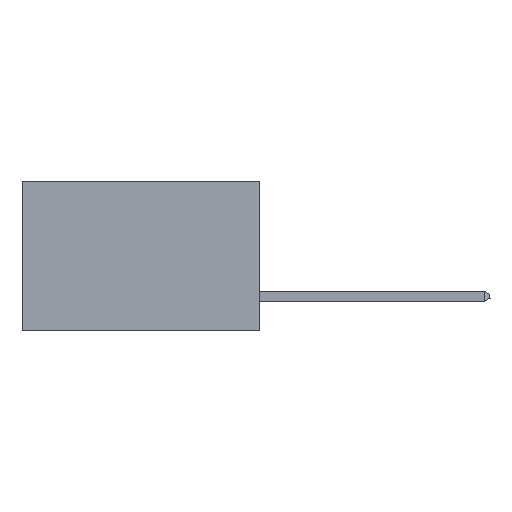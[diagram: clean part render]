
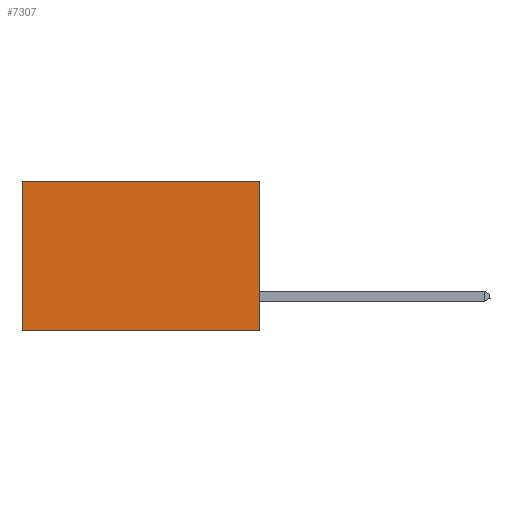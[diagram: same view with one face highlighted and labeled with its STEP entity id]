
A CAD part, left-side view. The second image highlights one B-rep face of the part: STEP entity #7307.
In plain terms, the highlighted planar face has unit normal (-1, 0, 0).
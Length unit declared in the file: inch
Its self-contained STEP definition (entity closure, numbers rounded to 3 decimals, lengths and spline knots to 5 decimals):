
#1594 = DIRECTION ( 'NONE',  ( 0., 0., -1. ) ) ;
#1682 = DIRECTION ( 'NONE',  ( 0., 0., -1. ) ) ;
#2153 = VECTOR ( 'NONE', #24110, 39.37008 ) ;
#4013 = ORIENTED_EDGE ( 'NONE', *, *, #7286, .T. ) ;
#4407 = LINE ( 'NONE', #19144, #13845 ) ;
#4741 = EDGE_LOOP ( 'NONE', ( #4013, #8353, #17536, #7666 ) ) ;
#4742 = EDGE_CURVE ( 'NONE', #21721, #12075, #13391, .T. ) ;
#5005 = VERTEX_POINT ( 'NONE', #21086 ) ;
#5407 = PLANE ( 'NONE',  #11252 ) ;
#6009 = DIRECTION ( 'NONE',  ( 0., 0., -1. ) ) ;
#6827 = VECTOR ( 'NONE', #8635, 39.37008 ) ;
#7166 = CARTESIAN_POINT ( 'NONE',  ( 0.277, 0., -0.37 ) ) ;
#7286 = EDGE_CURVE ( 'NONE', #12075, #5005, #17939, .T. ) ;
#7307 = ADVANCED_FACE ( 'NONE', ( #7335 ), #5407, .F. ) ;
#7335 = FACE_OUTER_BOUND ( 'NONE', #4741, .T. ) ;
#7666 = ORIENTED_EDGE ( 'NONE', *, *, #4742, .T. ) ;
#8353 = ORIENTED_EDGE ( 'NONE', *, *, #19482, .F. ) ;
#8635 = DIRECTION ( 'NONE',  ( 0., 1., 0. ) ) ;
#11252 = AXIS2_PLACEMENT_3D ( 'NONE', #24164, #12992, #1682 ) ;
#11866 = LINE ( 'NONE', #14245, #6827 ) ;
#12075 = VERTEX_POINT ( 'NONE', #20479 ) ;
#12992 = DIRECTION ( 'NONE',  ( 1., 0., 0. ) ) ;
#13391 = LINE ( 'NONE', #18484, #2153 ) ;
#13845 = VECTOR ( 'NONE', #6009, 39.37008 ) ;
#14245 = CARTESIAN_POINT ( 'NONE',  ( 0.277, 0., -0.37 ) ) ;
#17536 = ORIENTED_EDGE ( 'NONE', *, *, #20864, .F. ) ;
#17939 = LINE ( 'NONE', #24088, #21715 ) ;
#18484 = CARTESIAN_POINT ( 'NONE',  ( 0.277, 0., 0. ) ) ;
#18983 = VERTEX_POINT ( 'NONE', #7166 ) ;
#19144 = CARTESIAN_POINT ( 'NONE',  ( 0.277, 0., -0.37 ) ) ;
#19482 = EDGE_CURVE ( 'NONE', #18983, #5005, #11866, .T. ) ;
#20479 = CARTESIAN_POINT ( 'NONE',  ( 0.277, 0.59, 0. ) ) ;
#20864 = EDGE_CURVE ( 'NONE', #21721, #18983, #4407, .T. ) ;
#21086 = CARTESIAN_POINT ( 'NONE',  ( 0.277, 0.59, -0.37 ) ) ;
#21715 = VECTOR ( 'NONE', #1594, 39.37008 ) ;
#21721 = VERTEX_POINT ( 'NONE', #23439 ) ;
#23439 = CARTESIAN_POINT ( 'NONE',  ( 0.277, 0., 0. ) ) ;
#24088 = CARTESIAN_POINT ( 'NONE',  ( 0.277, 0.59, -0.37 ) ) ;
#24110 = DIRECTION ( 'NONE',  ( 0., 1., 0. ) ) ;
#24164 = CARTESIAN_POINT ( 'NONE',  ( 0.277, 0., -0.37 ) ) ;
